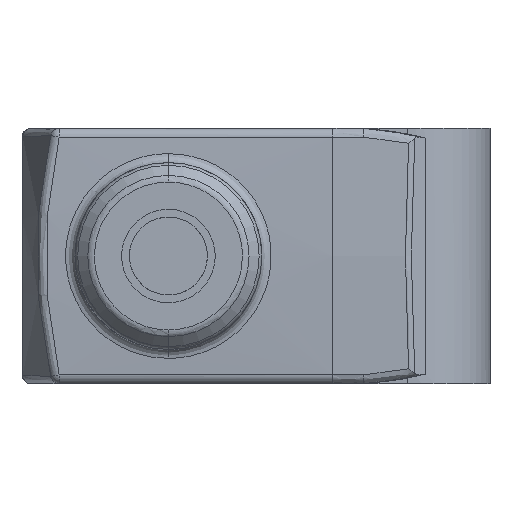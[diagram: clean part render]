
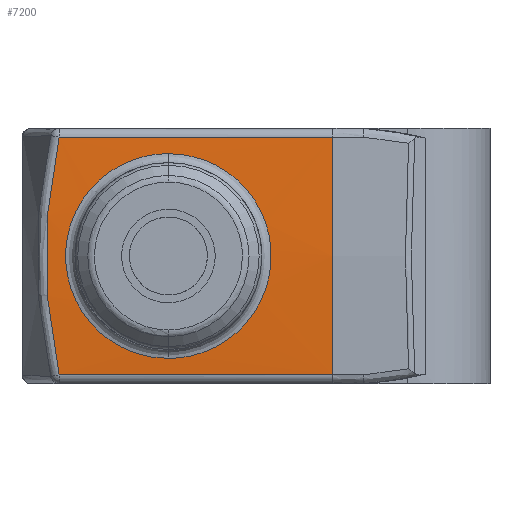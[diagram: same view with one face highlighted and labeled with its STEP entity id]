
A CAD part, front view. The second image highlights one B-rep face of the part: STEP entity #7200.
In plain terms, the highlighted cylindrical face has radius 78.34 mm (diameter 156.68 mm), a partial arc.
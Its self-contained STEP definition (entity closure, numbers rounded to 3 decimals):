
#8 = CARTESIAN_POINT ( 'NONE',  ( -52.109, -0.099, 19.145 ) ) ;
#39 = CARTESIAN_POINT ( 'NONE',  ( -55.326, -0.033, 23.287 ) ) ;
#78 = CARTESIAN_POINT ( 'NONE',  ( -54.465, -0.037, 16.796 ) ) ;
#112 = CARTESIAN_POINT ( 'NONE',  ( -57.351, -0.059, 22.631 ) ) ;
#180 = CARTESIAN_POINT ( 'NONE',  ( -58.832, -0.009, 16.185 ) ) ;
#438 = VERTEX_POINT ( 'NONE', #12003 ) ;
#695 = B_SPLINE_CURVE_WITH_KNOTS ( 'NONE', 3,
 ( #3499, #1261, #1043, #5466, #12347, #11169, #13368, #14363, #1189, #7708, #8, #7927, #6838, #4438, #8829, #78, #2361, #13294 ),
 .UNSPECIFIED., .F., .F.,
 ( 4, 2, 2, 2, 2, 2, 2, 2, 4 ),
 ( 0., 0.125, 0.25, 0.375, 0.5, 0.625, 0.75, 0.875, 1. ),
 .UNSPECIFIED. ) ;
#1043 = CARTESIAN_POINT ( 'NONE',  ( -54.467, -0.037, 23.204 ) ) ;
#1142 = CARTESIAN_POINT ( 'NONE',  ( -56.994, -0.05, 22.869 ) ) ;
#1189 = CARTESIAN_POINT ( 'NONE',  ( -52.025, -0.102, 20.435 ) ) ;
#1222 = CARTESIAN_POINT ( 'NONE',  ( -56.185, -0.037, 23.204 ) ) ;
#1261 = CARTESIAN_POINT ( 'NONE',  ( -54.888, -0.033, 23.288 ) ) ;
#1302 = CARTESIAN_POINT ( 'NONE',  ( -50.05, -0.133, 21.274 ) ) ;
#1412 = DIRECTION ( 'NONE',  ( -1., 0., 0. ) ) ;
#1451 = CARTESIAN_POINT ( 'NONE',  ( -50.075, -0.009, 23.815 ) ) ;
#1830 = VERTEX_POINT ( 'NONE', #180 ) ;
#2361 = CARTESIAN_POINT ( 'NONE',  ( -54.886, -0.033, 16.713 ) ) ;
#2548 = VERTEX_POINT ( 'NONE', #12162 ) ;
#3177 = ORIENTED_EDGE ( 'NONE', *, *, #7759, .F. ) ;
#3318 = CARTESIAN_POINT ( 'NONE',  ( -58.542, -0.099, 20.852 ) ) ;
#3385 = EDGE_CURVE ( 'NONE', #4732, #4454, #11435, .T. ) ;
#3499 = CARTESIAN_POINT ( 'NONE',  ( -55.326, -0.033, 23.287 ) ) ;
#3527 = CARTESIAN_POINT ( 'NONE',  ( -56.992, -0.05, 17.129 ) ) ;
#3696 = CARTESIAN_POINT ( 'NONE',  ( -58.832, -0.009, 23.815 ) ) ;
#3703 = AXIS2_PLACEMENT_3D ( 'NONE', #12000, #4384, #11859 ) ;
#3821 = CARTESIAN_POINT ( 'NONE',  ( -50.05, -0.011, 23.815 ) ) ;
#4384 = DIRECTION ( 'NONE',  ( 1., 0., 0. ) ) ;
#4438 = CARTESIAN_POINT ( 'NONE',  ( -53.3, -0.059, 17.368 ) ) ;
#4454 = VERTEX_POINT ( 'NONE', #10851 ) ;
#4614 = CARTESIAN_POINT ( 'NONE',  ( -55.762, -0.033, 16.712 ) ) ;
#4632 = EDGE_CURVE ( 'NONE', #9651, #4732, #13880, .T. ) ;
#4732 = VERTEX_POINT ( 'NONE', #3821 ) ;
#4784 = ORIENTED_EDGE ( 'NONE', *, *, #4632, .T. ) ;
#4790 = B_SPLINE_CURVE_WITH_KNOTS ( 'NONE', 3,
 ( #3696, #8211, #11376, #8136 ),
 .UNSPECIFIED., .F., .F.,
 ( 4, 4 ),
 ( 0., 1. ),
 .UNSPECIFIED. ) ;
#5466 = CARTESIAN_POINT ( 'NONE',  ( -53.658, -0.05, 22.87 ) ) ;
#5563 = CARTESIAN_POINT ( 'NONE',  ( -50.05, -0.009, 16.185 ) ) ;
#6732 = VECTOR ( 'NONE', #1412, 1000. ) ;
#6813 = CARTESIAN_POINT ( 'NONE',  ( -50.05, -0.009, 16.185 ) ) ;
#6838 = CARTESIAN_POINT ( 'NONE',  ( -52.681, -0.077, 17.985 ) ) ;
#6869 = CARTESIAN_POINT ( 'NONE',  ( -55.324, -0.033, 16.713 ) ) ;
#7200 = ADVANCED_FACE ( 'NONE', ( #8183, #14247 ), #7579, .T. ) ;
#7579 = CYLINDRICAL_SURFACE ( 'NONE', #3703, 78.34 ) ;
#7708 = CARTESIAN_POINT ( 'NONE',  ( -52.025, -0.102, 19.564 ) ) ;
#7759 = EDGE_CURVE ( 'NONE', #9651, #1830, #10070, .T. ) ;
#7927 = CARTESIAN_POINT ( 'NONE',  ( -52.443, -0.086, 18.34 ) ) ;
#7957 = CARTESIAN_POINT ( 'NONE',  ( -57.97, -0.077, 22.014 ) ) ;
#8136 = CARTESIAN_POINT ( 'NONE',  ( -58.832, -0.009, 16.185 ) ) ;
#8149 = ORIENTED_EDGE ( 'NONE', *, *, #3385, .T. ) ;
#8151 = EDGE_LOOP ( 'NONE', ( #4784, #8149, #10288, #3177 ) ) ;
#8183 = FACE_BOUND ( 'NONE', #8279, .T. ) ;
#8211 = CARTESIAN_POINT ( 'NONE',  ( -59.408, -0.133, 21.28 ) ) ;
#8279 = EDGE_LOOP ( 'NONE', ( #14229, #10613 ) ) ;
#8309 = EDGE_CURVE ( 'NONE', #2548, #438, #9177, .T. ) ;
#8829 = CARTESIAN_POINT ( 'NONE',  ( -53.656, -0.05, 17.131 ) ) ;
#9067 = CARTESIAN_POINT ( 'NONE',  ( -58.208, -0.086, 21.658 ) ) ;
#9118 = CARTESIAN_POINT ( 'NONE',  ( -50.075, -0.009, 16.185 ) ) ;
#9177 = B_SPLINE_CURVE_WITH_KNOTS ( 'NONE', 3,
 ( #6869, #4614, #13468, #3527, #14397, #9953, #13254, #13543, #11126, #13326, #3318, #9067, #7957, #112, #1142, #1222, #12448, #39 ),
 .UNSPECIFIED., .F., .F.,
 ( 4, 2, 2, 2, 2, 2, 2, 2, 4 ),
 ( 0., 0.125, 0.25, 0.375, 0.5, 0.625, 0.75, 0.875, 1. ),
 .UNSPECIFIED. ) ;
#9651 = VERTEX_POINT ( 'NONE', #5563 ) ;
#9953 = CARTESIAN_POINT ( 'NONE',  ( -57.967, -0.077, 17.983 ) ) ;
#10004 = EDGE_CURVE ( 'NONE', #438, #2548, #695, .T. ) ;
#10070 = LINE ( 'NONE', #9118, #6732 ) ;
#10181 = CARTESIAN_POINT ( 'NONE',  ( -50.05, -0.011, 23.815 ) ) ;
#10288 = ORIENTED_EDGE ( 'NONE', *, *, #12951, .T. ) ;
#10613 = ORIENTED_EDGE ( 'NONE', *, *, #8309, .T. ) ;
#10851 = CARTESIAN_POINT ( 'NONE',  ( -58.832, -0.009, 23.815 ) ) ;
#11126 = CARTESIAN_POINT ( 'NONE',  ( -58.625, -0.102, 19.561 ) ) ;
#11169 = CARTESIAN_POINT ( 'NONE',  ( -52.682, -0.077, 22.016 ) ) ;
#11287 = CARTESIAN_POINT ( 'NONE',  ( -50.05, -0.133, 18.726 ) ) ;
#11376 = CARTESIAN_POINT ( 'NONE',  ( -59.408, -0.133, 18.721 ) ) ;
#11435 = LINE ( 'NONE', #1451, #12065 ) ;
#11859 = DIRECTION ( 'NONE',  ( 0., 0., -1. ) ) ;
#12000 = CARTESIAN_POINT ( 'NONE',  ( -50.075, 78.238, 20. ) ) ;
#12003 = CARTESIAN_POINT ( 'NONE',  ( -55.326, -0.033, 23.287 ) ) ;
#12065 = VECTOR ( 'NONE', #12242, 1000. ) ;
#12162 = CARTESIAN_POINT ( 'NONE',  ( -55.324, -0.033, 16.713 ) ) ;
#12242 = DIRECTION ( 'NONE',  ( -1., 0., 0. ) ) ;
#12347 = CARTESIAN_POINT ( 'NONE',  ( -53.301, -0.059, 22.632 ) ) ;
#12448 = CARTESIAN_POINT ( 'NONE',  ( -55.764, -0.033, 23.287 ) ) ;
#12951 = EDGE_CURVE ( 'NONE', #4454, #1830, #4790, .T. ) ;
#13254 = CARTESIAN_POINT ( 'NONE',  ( -58.206, -0.086, 18.338 ) ) ;
#13294 = CARTESIAN_POINT ( 'NONE',  ( -55.324, -0.033, 16.713 ) ) ;
#13326 = CARTESIAN_POINT ( 'NONE',  ( -58.625, -0.102, 20.433 ) ) ;
#13368 = CARTESIAN_POINT ( 'NONE',  ( -52.443, -0.086, 21.66 ) ) ;
#13468 = CARTESIAN_POINT ( 'NONE',  ( -56.184, -0.037, 16.796 ) ) ;
#13543 = CARTESIAN_POINT ( 'NONE',  ( -58.541, -0.099, 19.142 ) ) ;
#13880 = B_SPLINE_CURVE_WITH_KNOTS ( 'NONE', 3,
 ( #6813, #11287, #1302, #10181 ),
 .UNSPECIFIED., .F., .F.,
 ( 4, 4 ),
 ( 0., 1. ),
 .UNSPECIFIED. ) ;
#14229 = ORIENTED_EDGE ( 'NONE', *, *, #10004, .T. ) ;
#14247 = FACE_OUTER_BOUND ( 'NONE', #8151, .T. ) ;
#14363 = CARTESIAN_POINT ( 'NONE',  ( -52.109, -0.099, 20.854 ) ) ;
#14397 = CARTESIAN_POINT ( 'NONE',  ( -57.349, -0.059, 17.367 ) ) ;
